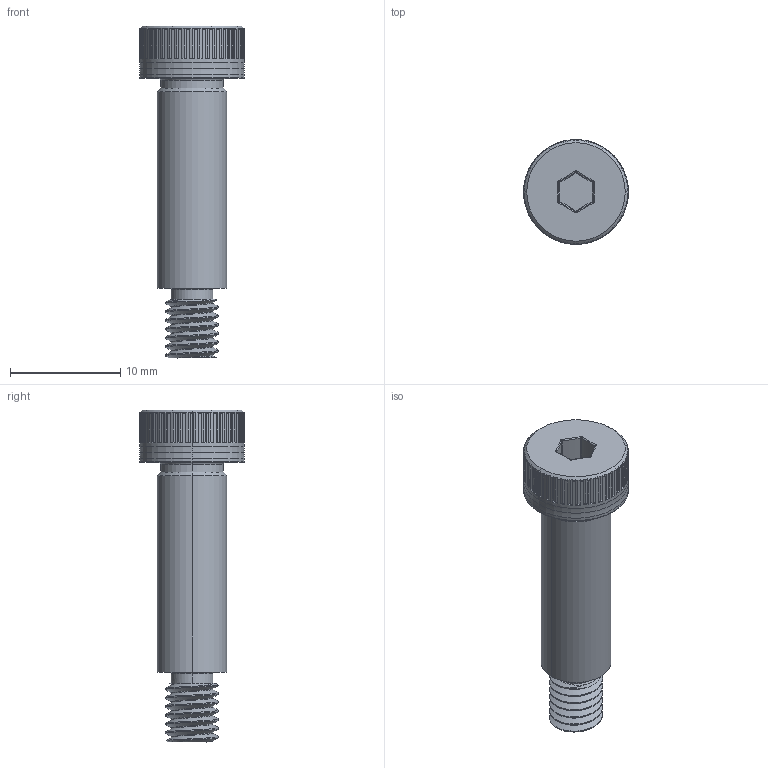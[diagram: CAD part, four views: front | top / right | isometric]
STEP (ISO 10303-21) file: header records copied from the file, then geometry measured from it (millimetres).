
FILE_DESCRIPTION (( 'STEP AP203' ), '1' );
FILE_NAME ('91259A173_Alloy Steel Shoulder Screw.STEP', '2024-11-07T19:28:40', ( 'Administrator' ), ( 'Managed by Terraform' ), 'SwSTEP 2.0', 'SolidWorks 2017', '' );
FILE_SCHEMA (( 'CONFIG_CONTROL_DESIGN' ));
Length unit declared in the file: inch
Products named in the file (1): 91259A173_Alloy Steel Shoulder Screw
Bounding box: 9.53 x 9.53 x 30.16 mm (x, y, z)
Volume: 1001.3 mm3; surface area: 850.3 mm2
Topology: 1 solids, 1 shells, 347 faces, 977 edges, 633 vertices
Faces by surface type: plane 216, torus 74, cylinder 39, sphere 8, cone 7, bspline 3
Entity records: 13069 total; most frequent: CARTESIAN_POINT 4609, ORIENTED_EDGE 1946, DIRECTION 1549, EDGE_CURVE 973, VERTEX_POINT 631, AXIS2_PLACEMENT_3D 564, LINE 421, VECTOR 421
